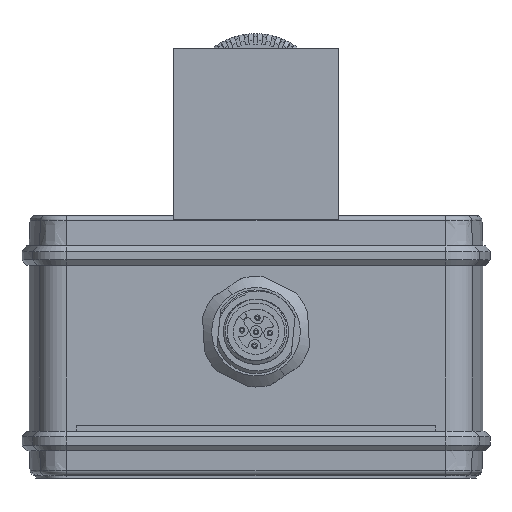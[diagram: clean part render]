
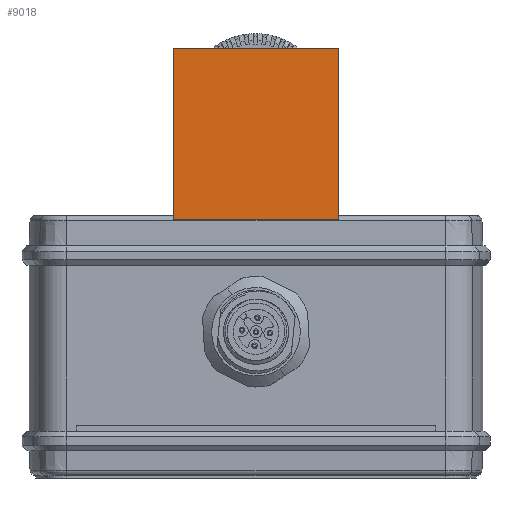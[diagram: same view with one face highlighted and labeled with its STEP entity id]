
A CAD part, front view. The second image highlights one B-rep face of the part: STEP entity #9018.
In plain terms, the highlighted planar face has unit normal (0, -1, 0).
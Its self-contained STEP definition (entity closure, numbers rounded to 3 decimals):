
#418 = CARTESIAN_POINT ( 'NONE',  ( -12.432, 0.533, 19.242 ) ) ;
#2341 = CARTESIAN_POINT ( 'NONE',  ( -12.432, 0.533, 19.242 ) ) ;
#3803 = VECTOR ( 'NONE', #13576, 1000. ) ;
#7831 = CARTESIAN_POINT ( 'NONE',  ( -12.432, 0.533, 19.242 ) ) ;
#9018 = ADVANCED_FACE ( 'Defeatured_0_930', ( #28888 ), #41939, .T. ) ;
#10630 = LINE ( 'NONE', #50193, #63187 ) ;
#13069 = VERTEX_POINT ( 'NONE', #44328 ) ;
#13576 = DIRECTION ( 'NONE',  ( 1., 0., 0. ) ) ;
#17141 = VERTEX_POINT ( 'NONE', #23845 ) ;
#18214 = VECTOR ( 'NONE', #85539, 1000. ) ;
#20399 = LINE ( 'NONE', #65204, #18214 ) ;
#20897 = AXIS2_PLACEMENT_3D ( 'NONE', #7831, #49466, #69816 ) ;
#21700 = CARTESIAN_POINT ( 'NONE',  ( -12.432, 0.533, -11.695 ) ) ;
#22884 = ORIENTED_EDGE ( 'NONE', *, *, #53419, .F. ) ;
#23845 = CARTESIAN_POINT ( 'NONE',  ( -12.432, 0.533, 19.242 ) ) ;
#24314 = ORIENTED_EDGE ( 'NONE', *, *, #72553, .T. ) ;
#28888 = FACE_OUTER_BOUND ( 'NONE', #59493, .T. ) ;
#32901 = CARTESIAN_POINT ( 'NONE',  ( 17.568, 0.533, 19.242 ) ) ;
#35935 = LINE ( 'NONE', #418, #3803 ) ;
#41939 = PLANE ( 'NONE',  #20897 ) ;
#44328 = CARTESIAN_POINT ( 'NONE',  ( 17.568, 0.533, -11.695 ) ) ;
#49466 = DIRECTION ( 'NONE',  ( 0., -1., 0. ) ) ;
#50193 = CARTESIAN_POINT ( 'NONE',  ( -12.432, 0.533, -11.695 ) ) ;
#50920 = ORIENTED_EDGE ( 'NONE', *, *, #63784, .T. ) ;
#51411 = VERTEX_POINT ( 'NONE', #32901 ) ;
#53419 = EDGE_CURVE ( 'Defeatured_0_929+Defeatured_0_930+Defeatured_0_926+Defeatured_0_925', #17141, #51411, #35935, .T. ) ;
#55901 = ORIENTED_EDGE ( 'NONE', *, *, #78771, .F. ) ;
#59493 = EDGE_LOOP ( 'NONE', ( #24314, #55901, #22884, #50920 ) ) ;
#62192 = VERTEX_POINT ( 'NONE', #21700 ) ;
#63187 = VECTOR ( 'NONE', #64262, 1000. ) ;
#63784 = EDGE_CURVE ( 'Defeatured_0_930+Defeatured_0_926+Defeatured_0_929+Defeatured_0_940', #17141, #62192, #86453, .T. ) ;
#64262 = DIRECTION ( 'NONE',  ( 1., 0., 0. ) ) ;
#65204 = CARTESIAN_POINT ( 'NONE',  ( 17.568, 0.533, 19.242 ) ) ;
#69816 = DIRECTION ( 'NONE',  ( 0., 0., -1. ) ) ;
#71462 = DIRECTION ( 'NONE',  ( 0., 0., -1. ) ) ;
#72553 = EDGE_CURVE ( 'Defeatured_0_930+Defeatured_0_940+Defeatured_0_926+Defeatured_0_925', #62192, #13069, #10630, .T. ) ;
#73559 = VECTOR ( 'NONE', #71462, 1000. ) ;
#78771 = EDGE_CURVE ( 'Defeatured_0_925+Defeatured_0_930+Defeatured_0_929+Defeatured_0_940', #51411, #13069, #20399, .T. ) ;
#85539 = DIRECTION ( 'NONE',  ( 0., 0., -1. ) ) ;
#86453 = LINE ( 'NONE', #2341, #73559 ) ;
